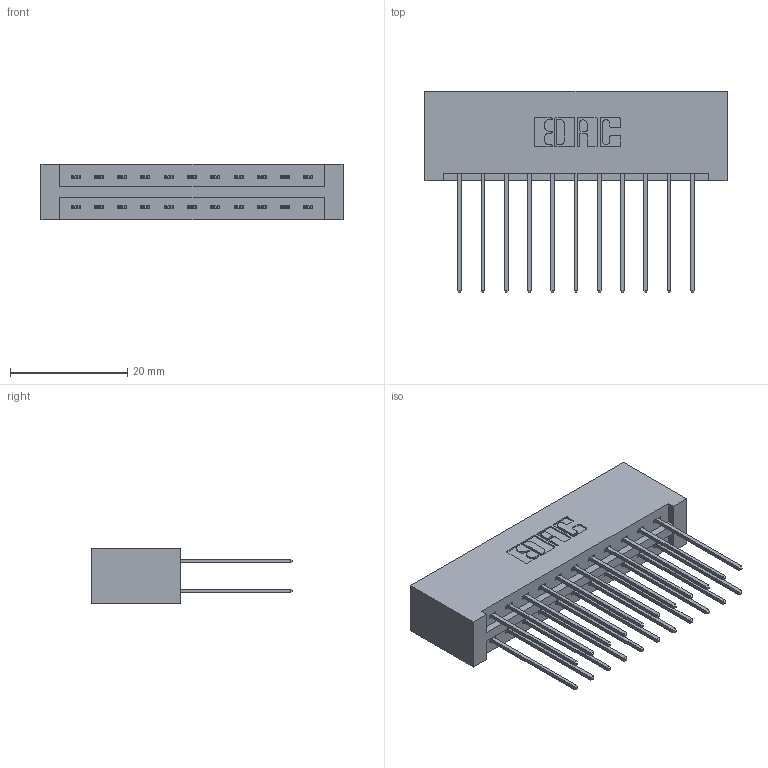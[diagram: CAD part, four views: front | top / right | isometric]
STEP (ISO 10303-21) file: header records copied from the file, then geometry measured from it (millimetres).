
FILE_DESCRIPTION (( 'STEP AP203' ), '1' );
FILE_NAME ('387-022-541-201.STEP', '2019-10-16T16:45:15', ( '' ), ( '' ), 'SwSTEP 2.0', 'SolidWorks 2016', '' );
FILE_SCHEMA (( 'CONFIG_CONTROL_DESIGN' ));
Length unit declared in the file: inch
Products named in the file (3): 337 Part_No Mounting Lugs; 345-292-001_345-293-141; 387-022-541-201
Assembly tree (23 placements, depth 2):
  387-022-541-201
    337 Part_No Mounting Lugs
    345-292-001_345-293-141  x22
Bounding box: 51.46 x 34.3 x 9.4 mm (x, y, z)
Volume: 5897.6 mm3; surface area: 7055.8 mm2
Topology: 23 solids, 23 shells, 1294 faces, 3829 edges, 2522 vertices
Faces by surface type: plane 902, cylinder 392
Entity records: 12279 total; most frequent: CARTESIAN_POINT 2094, ORIENTED_EDGE 2030, DIRECTION 1831, EDGE_CURVE 1015, VECTOR 895, LINE 895, VERTEX_POINT 674, AXIS2_PLACEMENT_3D 468
